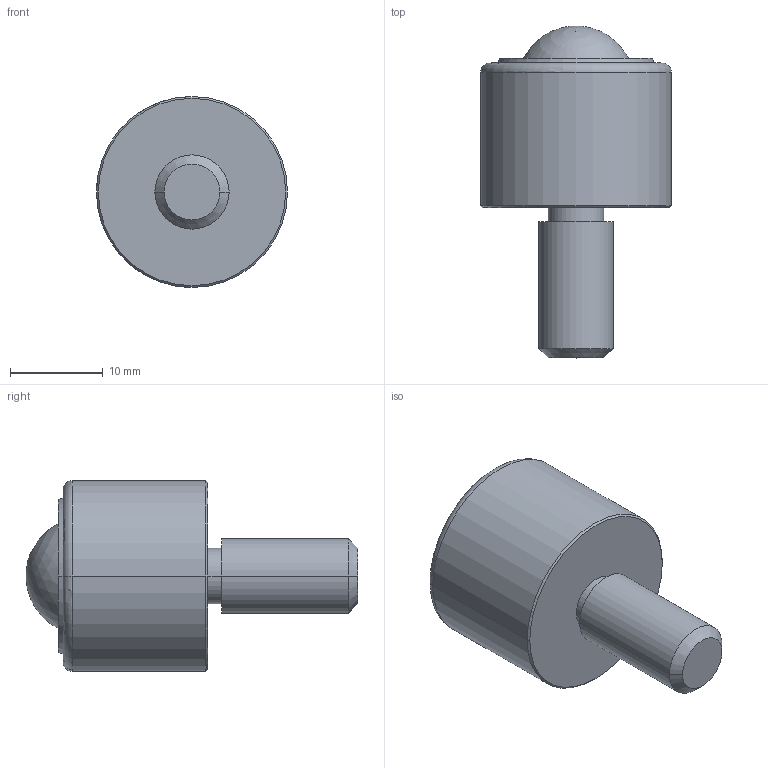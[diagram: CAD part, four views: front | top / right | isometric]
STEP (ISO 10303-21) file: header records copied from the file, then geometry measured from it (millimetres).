
FILE_DESCRIPTION (( 'STEP AP214' ), '1' );
FILE_NAME ('0022469.step', '2020-11-30T09:16:48', ( '' ), ( '' ), 'SwSTEP 2.0', 'SolidWorks 2018', '' );
FILE_SCHEMA (( 'AUTOMOTIVE_DESIGN' ));
Length unit declared in the file: millimetre
Products named in the file (1): 0022469
Bounding box: 20.6 x 35.79 x 20.6 mm (x, y, z)
Volume: 6262.2 mm3; surface area: 2123.3 mm2
Topology: 1 solids, 1 shells, 20 faces, 43 edges, 28 vertices
Faces by surface type: cylinder 6, cone 6, plane 5, torus 2, sphere 1
Entity records: 765 total; most frequent: CARTESIAN_POINT 288, DIRECTION 106, ORIENTED_EDGE 80, AXIS2_PLACEMENT_3D 47, EDGE_CURVE 40, CIRCLE 26, VERTEX_POINT 26, EDGE_LOOP 24
